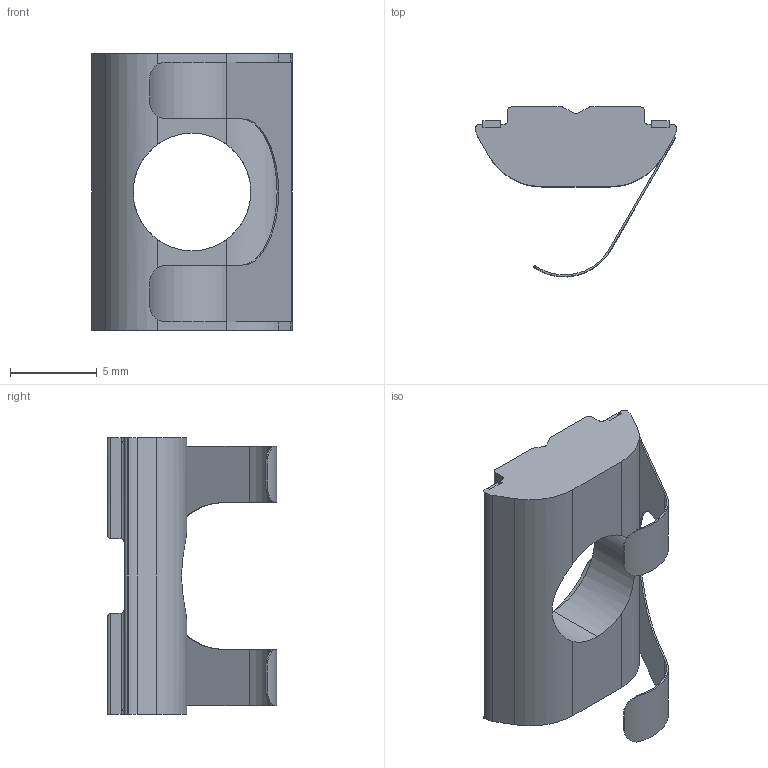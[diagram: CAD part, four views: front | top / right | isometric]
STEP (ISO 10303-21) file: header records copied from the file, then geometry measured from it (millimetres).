
FILE_DESCRIPTION (( 'STEP AP203' ), '1' );
FILE_NAME ('151182.step', '2021-06-03T16:32:44', ( '' ), ( '' ), 'SwSTEP 2.0', 'SolidWorks 2021', '' );
FILE_SCHEMA (( 'CONFIG_CONTROL_DESIGN' ));
Length unit declared in the file: millimetre
Products named in the file (1): 151182
Bounding box: 11.6 x 9.8 x 16 mm (x, y, z)
Volume: 501.3 mm3; surface area: 727.8 mm2
Topology: 1 solids, 1 shells, 93 faces, 264 edges, 172 vertices
Faces by surface type: plane 59, cylinder 34
Entity records: 3417 total; most frequent: CARTESIAN_POINT 934, ORIENTED_EDGE 528, DIRECTION 474, EDGE_CURVE 264, LINE 186, VECTOR 186, VERTEX_POINT 172, AXIS2_PLACEMENT_3D 144
